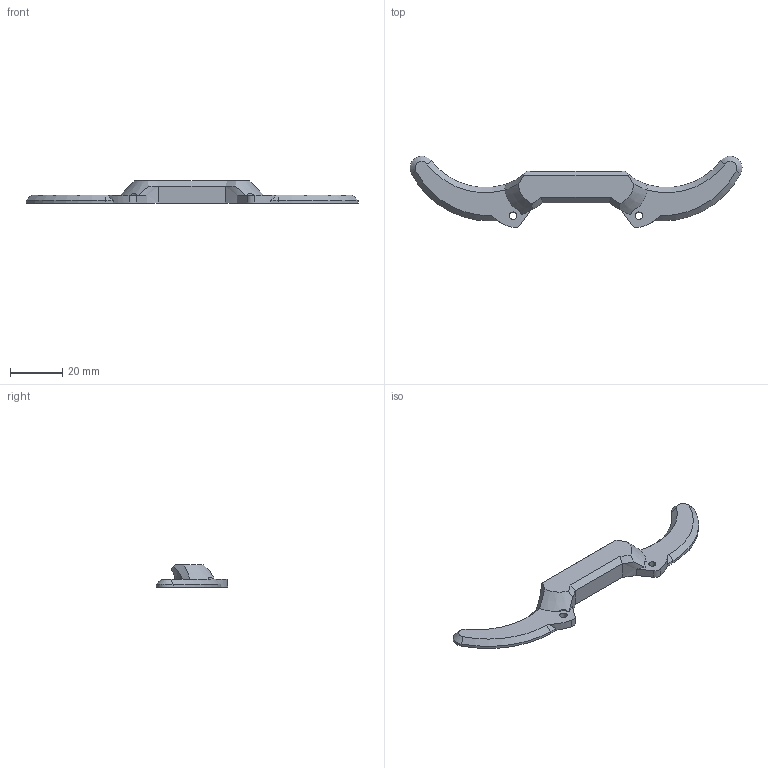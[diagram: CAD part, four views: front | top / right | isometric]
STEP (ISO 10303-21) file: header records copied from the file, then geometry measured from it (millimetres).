
FILE_DESCRIPTION(/* description */ (''),/* implementation_level */ '2;1');
FILE_NAME(/* name */ 'armpit_OSSM_Remote_Mount_2Part_Top.step',/* time_stamp */ '2024-06-19T08:31:58-04:00',/* author */ (''),/* organization */ (''),/* preprocessor_version */ 'ST-DEVELOPER v20',/* originating_system */ 'Autodesk Translation Framework v13.14.0.145',/* authorisation */ '');
FILE_SCHEMA (('AUTOMOTIVE_DESIGN { 1 0 10303 214 3 1 1 }'));
Length unit declared in the file: millimetre
Products named in the file (1): (Unsaved)
Bounding box: 126.5 x 27.3 x 8.4 mm (x, y, z)
Volume: 5625.1 mm3; surface area: 4486.5 mm2
Topology: 1 solids, 1 shells, 56 faces, 154 edges, 100 vertices
Faces by surface type: cylinder 24, cone 18, plane 12, bspline 2
Full cylindrical faces by diameter (mm): 2.8 x2
Entity records: 2023 total; most frequent: CARTESIAN_POINT 586, ORIENTED_EDGE 308, DIRECTION 286, EDGE_CURVE 154, AXIS2_PLACEMENT_3D 121, VERTEX_POINT 100, CIRCLE 64, EDGE_LOOP 60
